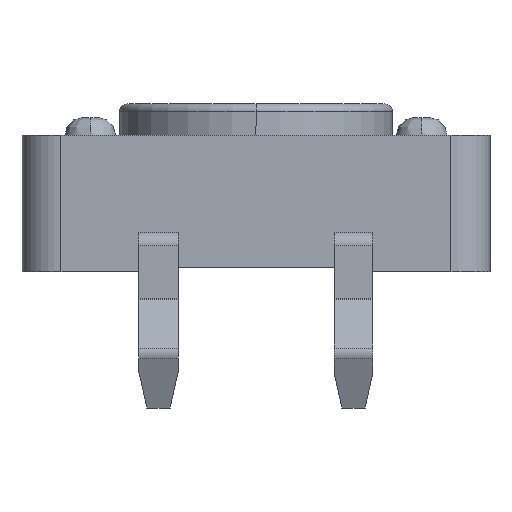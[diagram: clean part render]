
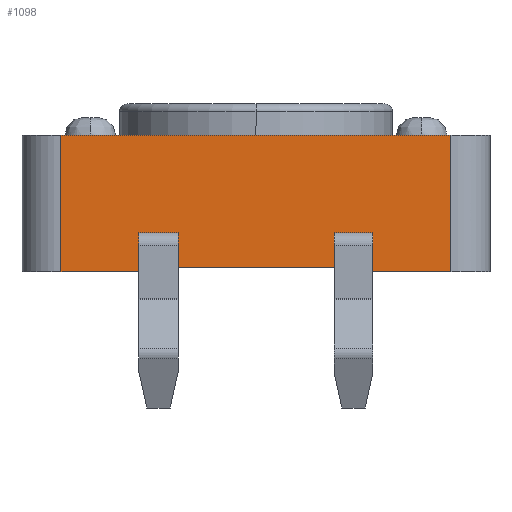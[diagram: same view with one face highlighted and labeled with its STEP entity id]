
A CAD part, left-side view. The second image highlights one B-rep face of the part: STEP entity #1098.
In plain terms, the highlighted planar face has unit normal (-1, 0, 0).
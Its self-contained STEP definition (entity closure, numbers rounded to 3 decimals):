
#1098=ADVANCED_FACE('',(#3058),#3059,.F.);
#1444=EDGE_CURVE('',#2882,#2606,#3446,.F.);
#1494=EDGE_CURVE('',#2038,#2294,#3498,.T.);
#1772=EDGE_CURVE('',#2516,#2882,#3805,.T.);
#1782=EDGE_CURVE('',#2446,#2686,#3815,.T.);
#1912=EDGE_CURVE('',#2686,#2294,#3960,.T.);
#1982=EDGE_CURVE('',#2312,#2516,#4034,.T.);
#2038=VERTEX_POINT('',#4096);
#2216=EDGE_CURVE('',#2312,#2038,#4287,.T.);
#2294=VERTEX_POINT('',#4373);
#2306=EDGE_CURVE('',#2446,#2606,#4386,.T.);
#2312=VERTEX_POINT('',#4393);
#2446=VERTEX_POINT('',#4552);
#2516=VERTEX_POINT('',#4628);
#2606=VERTEX_POINT('',#4727);
#2686=VERTEX_POINT('',#4809);
#2882=VERTEX_POINT('',#5021);
#3058=FACE_OUTER_BOUND('',#5233,.T.);
#3059=PLANE('',#5234);
#3446=LINE('',#5863,#5864);
#3498=LINE('',#5939,#5940);
#3805=LINE('',#6425,#6426);
#3815=LINE('',#6439,#6440);
#3960=LINE('',#6675,#6676);
#4034=LINE('',#6791,#6792);
#4096=CARTESIAN_POINT('',(-6.0,2.5,0.1));
#4287=LINE('',#7150,#7151);
#4373=CARTESIAN_POINT('',(-6.0,2.5,0.0));
#4386=LINE('',#7295,#7296);
#4393=CARTESIAN_POINT('',(-6.0,-2.5,0.1));
#4552=CARTESIAN_POINT('',(-6.0,5.0,3.5));
#4628=CARTESIAN_POINT('',(-6.0,-2.5,0.0));
#4727=CARTESIAN_POINT('',(-6.0,-5.0,3.5));
#4809=CARTESIAN_POINT('',(-6.0,5.0,0.0));
#5021=CARTESIAN_POINT('',(-6.0,-5.0,0.0));
#5233=EDGE_LOOP('',(#8497,#8498,#8499,#8500,#8501,#8502,#8503,#8504));
#5234=AXIS2_PLACEMENT_3D('',#8505,#8506,#8507);
#5863=CARTESIAN_POINT('',(-6.0,-5.0,3.5));
#5864=VECTOR('',#8969,1000.0);
#5939=CARTESIAN_POINT('',(-6.0,2.5,0.1));
#5940=VECTOR('',#9007,1000.0);
#6425=CARTESIAN_POINT('',(-6.0,6.0,0.0));
#6426=VECTOR('',#9346,1000.0);
#6439=CARTESIAN_POINT('',(-6.0,5.0,3.5));
#6440=VECTOR('',#9353,1000.0);
#6675=CARTESIAN_POINT('',(-6.0,6.0,0.0));
#6676=VECTOR('',#9511,1000.0);
#6791=CARTESIAN_POINT('',(-6.0,-2.5,0.1));
#6792=VECTOR('',#9579,1000.0);
#7150=CARTESIAN_POINT('',(-6.0,-2.5,0.1));
#7151=VECTOR('',#9810,1000.0);
#7295=CARTESIAN_POINT('',(-6.0,6.0,3.5));
#7296=VECTOR('',#9934,1000.0);
#8497=ORIENTED_EDGE('',*,*,#2216,.F.);
#8498=ORIENTED_EDGE('',*,*,#1982,.T.);
#8499=ORIENTED_EDGE('',*,*,#1772,.T.);
#8500=ORIENTED_EDGE('',*,*,#1444,.T.);
#8501=ORIENTED_EDGE('',*,*,#2306,.F.);
#8502=ORIENTED_EDGE('',*,*,#1782,.T.);
#8503=ORIENTED_EDGE('',*,*,#1912,.T.);
#8504=ORIENTED_EDGE('',*,*,#1494,.F.);
#8505=CARTESIAN_POINT('',(-6.0,6.0,3.5));
#8506=DIRECTION('',(1.0,0.0,0.0));
#8507=DIRECTION('',(0.0,1.0,-0.0));
#8969=DIRECTION('',(0.0,0.0,-1.0));
#9007=DIRECTION('',(0.0,0.0,-1.0));
#9346=DIRECTION('',(0.0,-1.0,0.0));
#9353=DIRECTION('',(0.0,0.0,-1.0));
#9511=DIRECTION('',(0.0,-1.0,0.0));
#9579=DIRECTION('',(0.0,0.0,-1.0));
#9810=DIRECTION('',(0.0,1.0,0.0));
#9934=DIRECTION('',(0.0,-1.0,0.0));
